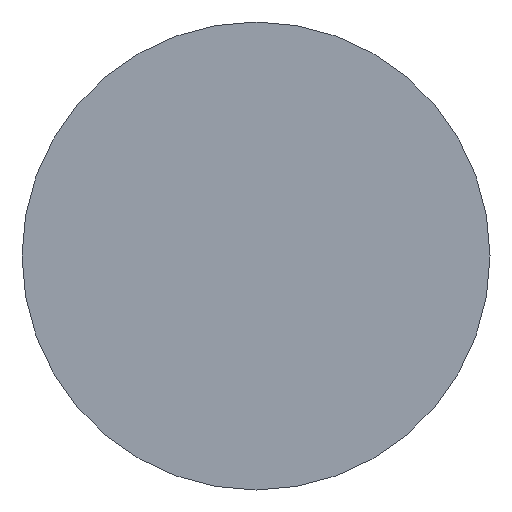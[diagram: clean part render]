
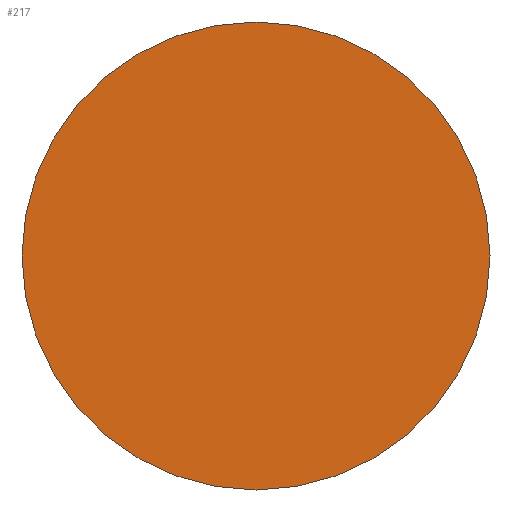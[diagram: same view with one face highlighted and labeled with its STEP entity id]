
A CAD part, front view. The second image highlights one B-rep face of the part: STEP entity #217.
In plain terms, the highlighted planar face has unit normal (0, -1, 0).
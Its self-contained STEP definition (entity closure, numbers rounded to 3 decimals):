
#8 = CARTESIAN_POINT ( 'NONE',  ( 0., 0., 0. ) ) ;
#56 = CIRCLE ( 'NONE', #140, 10. ) ;
#74 = DIRECTION ( 'NONE',  ( 0., 0., 1. ) ) ;
#75 = EDGE_CURVE ( 'NONE', #231, #185, #129, .T. ) ;
#81 = EDGE_LOOP ( 'NONE', ( #126, #286 ) ) ;
#83 = AXIS2_PLACEMENT_3D ( 'NONE', #299, #251, #103 ) ;
#102 = CARTESIAN_POINT ( 'NONE',  ( 0., 0., 10. ) ) ;
#103 = DIRECTION ( 'NONE',  ( 0., 0., 1. ) ) ;
#126 = ORIENTED_EDGE ( 'NONE', *, *, #75, .F. ) ;
#129 = CIRCLE ( 'NONE', #249, 10. ) ;
#140 = AXIS2_PLACEMENT_3D ( 'NONE', #183, #271, #276 ) ;
#150 = FACE_OUTER_BOUND ( 'NONE', #81, .T. ) ;
#174 = DIRECTION ( 'NONE',  ( 0., 1., 0. ) ) ;
#183 = CARTESIAN_POINT ( 'NONE',  ( 0., 0., 0. ) ) ;
#185 = VERTEX_POINT ( 'NONE', #241 ) ;
#206 = PLANE ( 'NONE',  #83 ) ;
#217 = ADVANCED_FACE ( 'NONE', ( #150 ), #206, .F. ) ;
#225 = EDGE_CURVE ( 'NONE', #185, #231, #56, .T. ) ;
#231 = VERTEX_POINT ( 'NONE', #102 ) ;
#241 = CARTESIAN_POINT ( 'NONE',  ( 0., 0., -10. ) ) ;
#249 = AXIS2_PLACEMENT_3D ( 'NONE', #8, #174, #74 ) ;
#251 = DIRECTION ( 'NONE',  ( 0., 1., 0. ) ) ;
#271 = DIRECTION ( 'NONE',  ( 0., 1., 0. ) ) ;
#276 = DIRECTION ( 'NONE',  ( 0., 0., 1. ) ) ;
#286 = ORIENTED_EDGE ( 'NONE', *, *, #225, .F. ) ;
#299 = CARTESIAN_POINT ( 'NONE',  ( 0., 0., 0. ) ) ;
